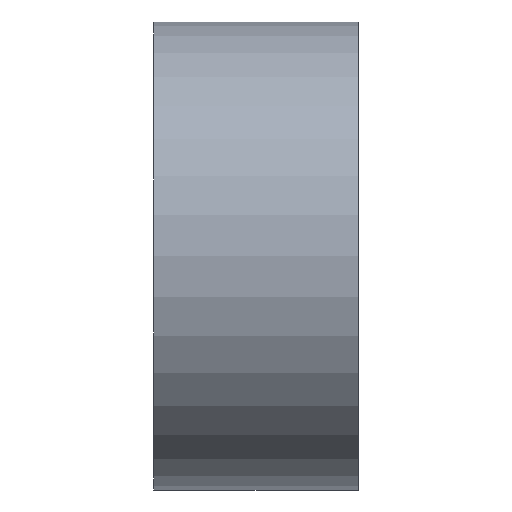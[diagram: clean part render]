
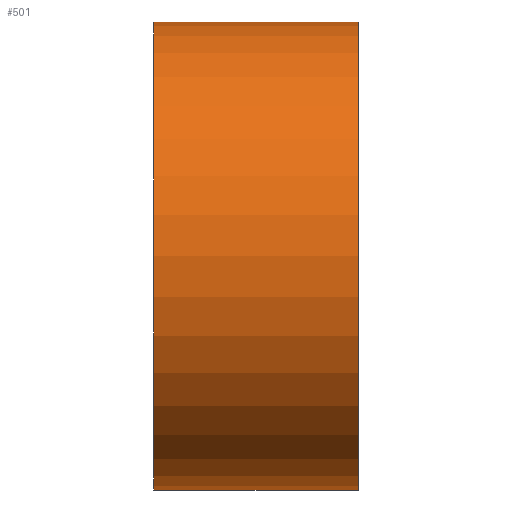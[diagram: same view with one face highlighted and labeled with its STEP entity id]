
A CAD part, left-side view. The second image highlights one B-rep face of the part: STEP entity #501.
In plain terms, the highlighted cylindrical face has radius 8 mm (diameter 16 mm), a partial arc.
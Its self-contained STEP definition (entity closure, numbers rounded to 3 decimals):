
#2 = ORIENTED_EDGE ( 'NONE', *, *, #72, .T. ) ;
#25 = DIRECTION ( 'NONE',  ( 0., 0., 1. ) ) ;
#36 = CARTESIAN_POINT ( 'NONE',  ( 0., 7., -8. ) ) ;
#52 = LINE ( 'NONE', #199, #596 ) ;
#61 = AXIS2_PLACEMENT_3D ( 'NONE', #516, #479, #469 ) ;
#65 = CARTESIAN_POINT ( 'NONE',  ( 0., 0., 0. ) ) ;
#72 = EDGE_CURVE ( 'NONE', #544, #312, #52, .T. ) ;
#86 = DIRECTION ( 'NONE',  ( 0., -1., 0. ) ) ;
#87 = EDGE_CURVE ( 'NONE', #530, #480, #95, .T. ) ;
#95 = LINE ( 'NONE', #151, #272 ) ;
#106 = DIRECTION ( 'NONE',  ( 0., 1., 0. ) ) ;
#127 = DIRECTION ( 'NONE',  ( 0., 1., 0. ) ) ;
#133 = CIRCLE ( 'NONE', #187, 8. ) ;
#151 = CARTESIAN_POINT ( 'NONE',  ( 0., 5., 8. ) ) ;
#183 = AXIS2_PLACEMENT_3D ( 'NONE', #414, #127, #25 ) ;
#187 = AXIS2_PLACEMENT_3D ( 'NONE', #65, #106, #441 ) ;
#192 = CARTESIAN_POINT ( 'NONE',  ( 0., 7., 8. ) ) ;
#199 = CARTESIAN_POINT ( 'NONE',  ( 0., 5., -8. ) ) ;
#230 = EDGE_LOOP ( 'NONE', ( #290, #302, #2, #582 ) ) ;
#272 = VECTOR ( 'NONE', #86, 1000. ) ;
#273 = CARTESIAN_POINT ( 'NONE',  ( 0., 0., -8. ) ) ;
#288 = CARTESIAN_POINT ( 'NONE',  ( 0., 0., 8. ) ) ;
#290 = ORIENTED_EDGE ( 'NONE', *, *, #87, .F. ) ;
#302 = ORIENTED_EDGE ( 'NONE', *, *, #325, .F. ) ;
#312 = VERTEX_POINT ( 'NONE', #273 ) ;
#325 = EDGE_CURVE ( 'NONE', #544, #530, #498, .T. ) ;
#383 = CYLINDRICAL_SURFACE ( 'NONE', #61, 8. ) ;
#414 = CARTESIAN_POINT ( 'NONE',  ( 0., 7., 0. ) ) ;
#436 = DIRECTION ( 'NONE',  ( 0., -1., 0. ) ) ;
#441 = DIRECTION ( 'NONE',  ( 0., 0., 1. ) ) ;
#469 = DIRECTION ( 'NONE',  ( 0., 0., -1. ) ) ;
#479 = DIRECTION ( 'NONE',  ( 0., -1., 0. ) ) ;
#480 = VERTEX_POINT ( 'NONE', #288 ) ;
#498 = CIRCLE ( 'NONE', #183, 8. ) ;
#501 = ADVANCED_FACE ( 'NONE', ( #528 ), #383, .T. ) ;
#516 = CARTESIAN_POINT ( 'NONE',  ( 0., 5., 0. ) ) ;
#528 = FACE_OUTER_BOUND ( 'NONE', #230, .T. ) ;
#530 = VERTEX_POINT ( 'NONE', #192 ) ;
#544 = VERTEX_POINT ( 'NONE', #36 ) ;
#563 = EDGE_CURVE ( 'NONE', #312, #480, #133, .T. ) ;
#582 = ORIENTED_EDGE ( 'NONE', *, *, #563, .T. ) ;
#596 = VECTOR ( 'NONE', #436, 1000. ) ;
